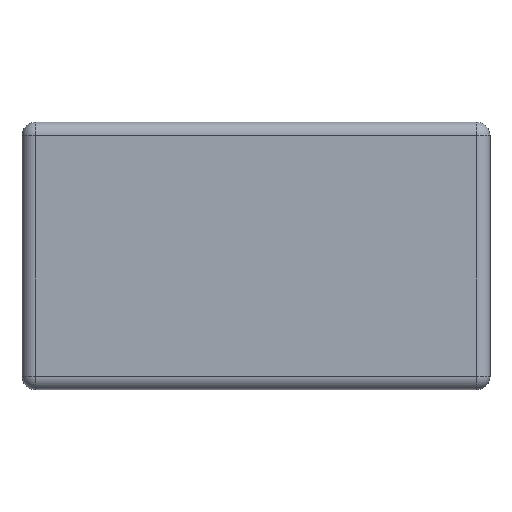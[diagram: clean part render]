
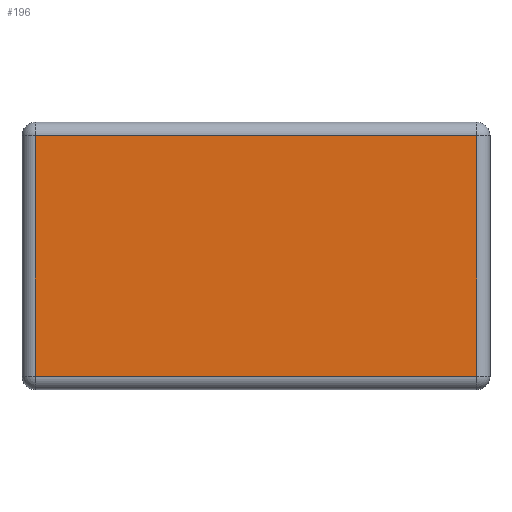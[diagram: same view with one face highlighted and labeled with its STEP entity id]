
A CAD part, top view. The second image highlights one B-rep face of the part: STEP entity #196.
In plain terms, the highlighted planar face has unit normal (0, 0, 1).
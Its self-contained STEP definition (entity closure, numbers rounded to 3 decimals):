
#196 = ADVANCED_FACE( '', ( #435 ), #436, .T. );
#435 = FACE_OUTER_BOUND( '', #708, .T. );
#436 = PLANE( '', #709 );
#708 = EDGE_LOOP( '', ( #1219, #1220, #1221, #1222 ) );
#709 = AXIS2_PLACEMENT_3D( '', #1223, #1224, #1225 );
#1219 = ORIENTED_EDGE( '', *, *, #1751, .T. );
#1220 = ORIENTED_EDGE( '', *, *, #1752, .T. );
#1221 = ORIENTED_EDGE( '', *, *, #1753, .T. );
#1222 = ORIENTED_EDGE( '', *, *, #1676, .T. );
#1223 = CARTESIAN_POINT( '', ( 0., 0., 16. ) );
#1224 = DIRECTION( '', ( 0., 0., 1. ) );
#1225 = DIRECTION( '', ( 1., 0., 0. ) );
#1676 = EDGE_CURVE( '', #1948, #1963, #2036, .T. );
#1751 = EDGE_CURVE( '', #1963, #2144, #2145, .T. );
#1752 = EDGE_CURVE( '', #2144, #2107, #2146, .T. );
#1753 = EDGE_CURVE( '', #2107, #1948, #2147, .T. );
#1948 = VERTEX_POINT( '', #2393 );
#1963 = VERTEX_POINT( '', #2411 );
#2036 = LINE( '', #2518, #2519 );
#2107 = VERTEX_POINT( '', #2621 );
#2144 = VERTEX_POINT( '', #2673 );
#2145 = LINE( '', #2674, #2675 );
#2146 = LINE( '', #2676, #2677 );
#2147 = LINE( '', #2678, #2679 );
#2393 = CARTESIAN_POINT( '', ( -16.5, -9., 16. ) );
#2411 = CARTESIAN_POINT( '', ( 16.5, -9., 16. ) );
#2518 = CARTESIAN_POINT( '', ( 17.5, -9., 16. ) );
#2519 = VECTOR( '', #2921, 1000. );
#2621 = CARTESIAN_POINT( '', ( -16.5, 9., 16. ) );
#2673 = CARTESIAN_POINT( '', ( 16.5, 9., 16. ) );
#2674 = CARTESIAN_POINT( '', ( 16.5, 10., 16. ) );
#2675 = VECTOR( '', #2992, 1000. );
#2676 = CARTESIAN_POINT( '', ( -17.5, 9., 16. ) );
#2677 = VECTOR( '', #2993, 1000. );
#2678 = CARTESIAN_POINT( '', ( -16.5, -10., 16. ) );
#2679 = VECTOR( '', #2994, 1000. );
#2921 = DIRECTION( '', ( 1., 0., 0. ) );
#2992 = DIRECTION( '', ( 0., 1., 0. ) );
#2993 = DIRECTION( '', ( -1., 0., 0. ) );
#2994 = DIRECTION( '', ( 0., -1., 0. ) );
